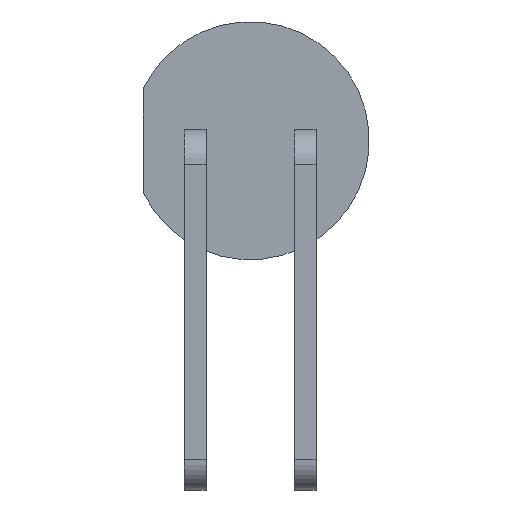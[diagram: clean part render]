
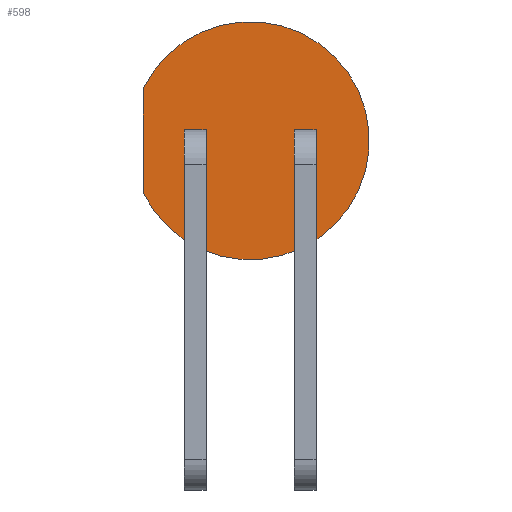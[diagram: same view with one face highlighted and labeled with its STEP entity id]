
A CAD part, front view. The second image highlights one B-rep face of the part: STEP entity #598.
In plain terms, the highlighted planar face has unit normal (0, -1, 0).
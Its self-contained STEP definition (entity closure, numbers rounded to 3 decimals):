
#15=FACE_BOUND('',#90,.T.);
#16=FACE_BOUND('',#91,.T.);
#57=FACE_OUTER_BOUND('',#89,.T.);
#89=EDGE_LOOP('',(#528,#529));
#90=EDGE_LOOP('',(#530,#531,#532,#533));
#91=EDGE_LOOP('',(#534,#535,#536,#537));
#115=CIRCLE('',#665,2.75);
#116=LINE('',#845,#178);
#124=LINE('',#869,#186);
#135=LINE('',#899,#197);
#143=LINE('',#914,#205);
#144=LINE('',#918,#206);
#152=LINE('',#942,#214);
#163=LINE('',#972,#225);
#171=LINE('',#987,#233);
#175=LINE('',#1009,#237);
#178=VECTOR('',#673,10.);
#186=VECTOR('',#691,10.);
#197=VECTOR('',#722,10.);
#205=VECTOR('',#740,10.);
#206=VECTOR('',#743,10.);
#214=VECTOR('',#761,10.);
#225=VECTOR('',#792,10.);
#233=VECTOR('',#810,10.);
#237=VECTOR('',#834,1000.);
#240=VERTEX_POINT('',#843);
#241=VERTEX_POINT('',#844);
#252=VERTEX_POINT('',#868);
#261=VERTEX_POINT('',#898);
#264=VERTEX_POINT('',#916);
#265=VERTEX_POINT('',#917);
#276=VERTEX_POINT('',#941);
#285=VERTEX_POINT('',#971);
#294=VERTEX_POINT('',#1003);
#295=VERTEX_POINT('',#1005);
#296=EDGE_CURVE('',#240,#241,#116,.T.);
#308=EDGE_CURVE('',#252,#240,#124,.T.);
#323=EDGE_CURVE('',#241,#261,#135,.T.);
#331=EDGE_CURVE('',#261,#252,#143,.T.);
#332=EDGE_CURVE('',#264,#265,#144,.T.);
#344=EDGE_CURVE('',#276,#264,#152,.T.);
#359=EDGE_CURVE('',#265,#285,#163,.T.);
#367=EDGE_CURVE('',#285,#276,#171,.T.);
#375=EDGE_CURVE('',#295,#294,#115,.T.);
#377=EDGE_CURVE('',#294,#295,#175,.T.);
#528=ORIENTED_EDGE('',*,*,#375,.T.);
#529=ORIENTED_EDGE('',*,*,#377,.T.);
#530=ORIENTED_EDGE('',*,*,#308,.T.);
#531=ORIENTED_EDGE('',*,*,#296,.T.);
#532=ORIENTED_EDGE('',*,*,#323,.T.);
#533=ORIENTED_EDGE('',*,*,#331,.T.);
#534=ORIENTED_EDGE('',*,*,#344,.T.);
#535=ORIENTED_EDGE('',*,*,#332,.T.);
#536=ORIENTED_EDGE('',*,*,#359,.T.);
#537=ORIENTED_EDGE('',*,*,#367,.T.);
#566=PLANE('',#666);
#598=ADVANCED_FACE('',(#57,#15,#16),#566,.T.);
#665=AXIS2_PLACEMENT_3D('',#1006,#829,#830);
#666=AXIS2_PLACEMENT_3D('',#1008,#832,#833);
#673=DIRECTION('',(0.,0.,1.));
#691=DIRECTION('',(-1.,0.,0.));
#722=DIRECTION('',(1.,0.,0.));
#740=DIRECTION('',(0.,0.,-1.));
#743=DIRECTION('',(0.,0.,1.));
#761=DIRECTION('',(-1.,0.,0.));
#792=DIRECTION('',(1.,0.,0.));
#810=DIRECTION('',(0.,0.,-1.));
#829=DIRECTION('center_axis',(0.,-1.,0.));
#830=DIRECTION('ref_axis',(0.,0.,-1.));
#832=DIRECTION('center_axis',(0.,-1.,0.));
#833=DIRECTION('ref_axis',(0.,0.,-1.));
#834=DIRECTION('',(0.,0.,-1.));
#843=CARTESIAN_POINT('',(1.02,-0.96,-0.25));
#844=CARTESIAN_POINT('',(1.02,-0.96,0.25));
#845=CARTESIAN_POINT('',(1.02,-0.96,-4.034));
#868=CARTESIAN_POINT('',(1.52,-0.96,-0.25));
#869=CARTESIAN_POINT('',(0.,-0.96,-0.25));
#898=CARTESIAN_POINT('',(1.52,-0.96,0.25));
#899=CARTESIAN_POINT('',(0.,-0.96,0.25));
#914=CARTESIAN_POINT('',(1.52,-0.96,-4.034));
#916=CARTESIAN_POINT('',(-1.52,-0.96,-0.25));
#917=CARTESIAN_POINT('',(-1.52,-0.96,0.25));
#918=CARTESIAN_POINT('',(-1.52,-0.96,-4.034));
#941=CARTESIAN_POINT('',(-1.02,-0.96,-0.25));
#942=CARTESIAN_POINT('',(0.,-0.96,-0.25));
#971=CARTESIAN_POINT('',(-1.02,-0.96,0.25));
#972=CARTESIAN_POINT('',(0.,-0.96,0.25));
#987=CARTESIAN_POINT('',(-1.02,-0.96,-4.034));
#1003=CARTESIAN_POINT('',(-2.475,-0.96,1.199));
#1005=CARTESIAN_POINT('',(-2.475,-0.96,-1.199));
#1006=CARTESIAN_POINT('Origin',(0.,-0.96,0.));
#1008=CARTESIAN_POINT('Origin',(0.,-0.96,0.));
#1009=CARTESIAN_POINT('',(-2.475,-0.96,0.));
